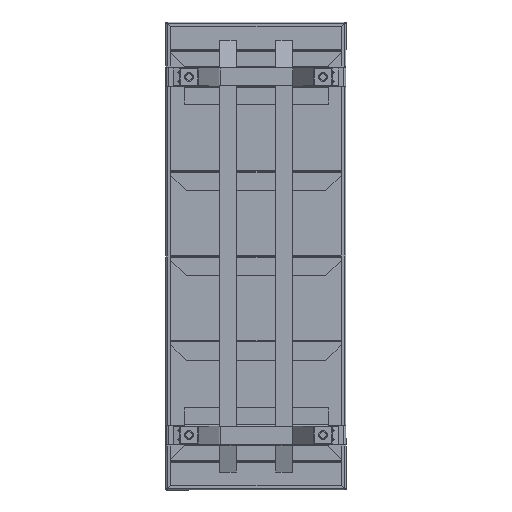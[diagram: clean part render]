
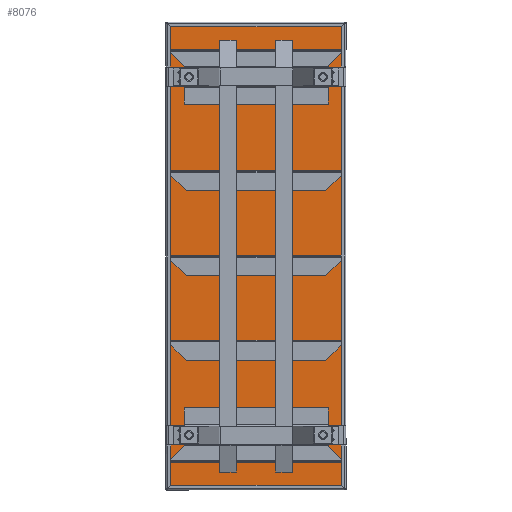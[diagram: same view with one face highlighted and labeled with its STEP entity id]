
A CAD part, front view. The second image highlights one B-rep face of the part: STEP entity #8076.
In plain terms, the highlighted planar face has unit normal (0, -1, 0).
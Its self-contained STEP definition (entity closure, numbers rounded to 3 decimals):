
#1930 = LINE ( 'NONE', #5146, #8234 ) ;
#2240 = CARTESIAN_POINT ( 'NONE',  ( -1292., -4., -492. ) ) ;
#3957 = LINE ( 'NONE', #15065, #13155 ) ;
#5146 = CARTESIAN_POINT ( 'NONE',  ( -1295.929, -4., 492. ) ) ;
#5178 = EDGE_CURVE ( 'NONE', #11295, #7041, #1930, .T. ) ;
#5529 = ORIENTED_EDGE ( 'NONE', *, *, #5178, .F. ) ;
#6019 = EDGE_CURVE ( 'NONE', #12568, #11295, #6268, .T. ) ;
#6268 = LINE ( 'NONE', #16844, #14531 ) ;
#6694 = DIRECTION ( 'NONE',  ( 1., 0., 0. ) ) ;
#6886 = DIRECTION ( 'NONE',  ( 0., 0., -1. ) ) ;
#7041 = VERTEX_POINT ( 'NONE', #11825 ) ;
#7270 = VERTEX_POINT ( 'NONE', #9358 ) ;
#7324 = ORIENTED_EDGE ( 'NONE', *, *, #9096, .F. ) ;
#8005 = PLANE ( 'NONE',  #9397 ) ;
#8076 = ADVANCED_FACE ( 'NONE', ( #18488 ), #8005, .F. ) ;
#8234 = VECTOR ( 'NONE', #6694, 1000. ) ;
#8645 = ORIENTED_EDGE ( 'NONE', *, *, #17428, .F. ) ;
#8951 = EDGE_LOOP ( 'NONE', ( #12859, #7324, #8645, #5529 ) ) ;
#9096 = EDGE_CURVE ( 'NONE', #7270, #12568, #15364, .T. ) ;
#9180 = CARTESIAN_POINT ( 'NONE',  ( 1295.929, -4., -492. ) ) ;
#9358 = CARTESIAN_POINT ( 'NONE',  ( 1292., -4., -492. ) ) ;
#9397 = AXIS2_PLACEMENT_3D ( 'NONE', #9473, #15740, #11244 ) ;
#9473 = CARTESIAN_POINT ( 'NONE',  ( 0., -4., 0. ) ) ;
#11244 = DIRECTION ( 'NONE',  ( 0., 0., 1. ) ) ;
#11295 = VERTEX_POINT ( 'NONE', #16189 ) ;
#11825 = CARTESIAN_POINT ( 'NONE',  ( 1292., -4., 492. ) ) ;
#12568 = VERTEX_POINT ( 'NONE', #2240 ) ;
#12859 = ORIENTED_EDGE ( 'NONE', *, *, #6019, .F. ) ;
#13155 = VECTOR ( 'NONE', #6886, 1000. ) ;
#14531 = VECTOR ( 'NONE', #14810, 1000. ) ;
#14810 = DIRECTION ( 'NONE',  ( 0., 0., 1. ) ) ;
#15065 = CARTESIAN_POINT ( 'NONE',  ( 1292., -4., 495.929 ) ) ;
#15364 = LINE ( 'NONE', #9180, #16531 ) ;
#15740 = DIRECTION ( 'NONE',  ( 0., 1., 0. ) ) ;
#16189 = CARTESIAN_POINT ( 'NONE',  ( -1292., -4., 492. ) ) ;
#16531 = VECTOR ( 'NONE', #18301, 1000. ) ;
#16844 = CARTESIAN_POINT ( 'NONE',  ( -1292., -4., -495.929 ) ) ;
#17428 = EDGE_CURVE ( 'NONE', #7041, #7270, #3957, .T. ) ;
#18301 = DIRECTION ( 'NONE',  ( -1., 0., 0. ) ) ;
#18488 = FACE_OUTER_BOUND ( 'NONE', #8951, .T. ) ;
